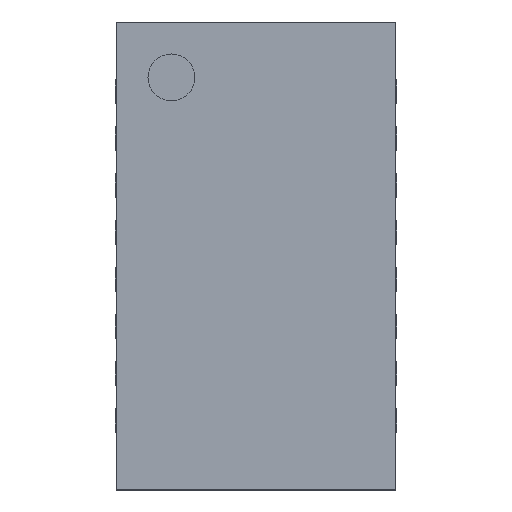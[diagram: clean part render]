
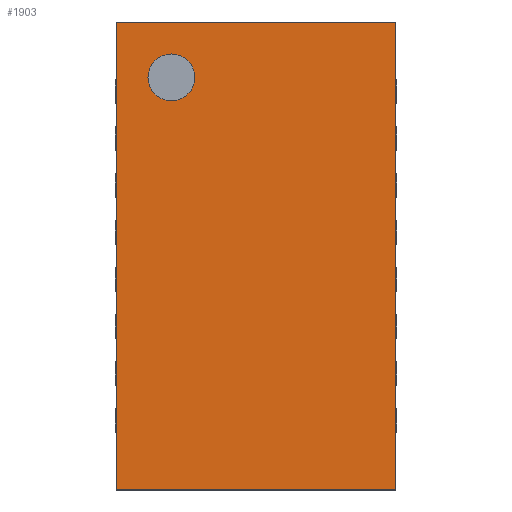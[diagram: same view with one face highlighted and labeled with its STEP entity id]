
A CAD part, top view. The second image highlights one B-rep face of the part: STEP entity #1903.
In plain terms, the highlighted planar face has unit normal (0, 0, 1).
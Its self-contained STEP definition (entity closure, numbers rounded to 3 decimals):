
#13=DIRECTION('',(0.,0.,1.));
#153=VECTOR('',#154,1.);
#154=DIRECTION('',(0.,-1.,0.));
#160=VECTOR('',#161,1.);
#161=DIRECTION('',(1.,0.,0.));
#182=DIRECTION('',(0.,0.,-1.));
#568=VERTEX_POINT('',#569);
#569=CARTESIAN_POINT('',(1.49,2.49,0.77));
#572=EDGE_CURVE('',#568,#573,#575,.T.);
#573=VERTEX_POINT('',#574);
#574=CARTESIAN_POINT('',(1.49,-2.49,0.77));
#575=LINE('',#569,#153);
#710=VERTEX_POINT('',#711);
#711=CARTESIAN_POINT('',(-1.49,2.49,0.77));
#714=ORIENTED_EDGE('',*,*,#715,.F.);
#715=EDGE_CURVE('',#710,#568,#716,.T.);
#716=LINE('',#711,#160);
#748=ORIENTED_EDGE('',*,*,#749,.T.);
#749=EDGE_CURVE('',#710,#750,#752,.T.);
#750=VERTEX_POINT('',#751);
#751=CARTESIAN_POINT('',(-1.49,-2.49,0.77));
#752=LINE('',#711,#153);
#1822=EDGE_CURVE('',#750,#573,#1823,.T.);
#1823=LINE('',#751,#160);
#1903=ADVANCED_FACE('',(#1904,#1908),#1917,.T.);
#1904=FACE_BOUND('',#1905,.T.);
#1905=EDGE_LOOP('',(#714,#748,#1906,#1907));
#1906=ORIENTED_EDGE('',*,*,#1822,.T.);
#1907=ORIENTED_EDGE('',*,*,#572,.F.);
#1908=FACE_BOUND('',#1909,.T.);
#1909=EDGE_LOOP('',(#1910));
#1910=ORIENTED_EDGE('',*,*,#1911,.T.);
#1911=EDGE_CURVE('',#1912,#1912,#1914,.T.);
#1912=VERTEX_POINT('',#1913);
#1913=CARTESIAN_POINT('',(-0.9,1.65,0.77));
#1914=CIRCLE('',#1915,0.25);
#1915=AXIS2_PLACEMENT_3D('',#1916,#182,#154);
#1916=CARTESIAN_POINT('',(-0.9,1.9,0.77));
#1917=PLANE('',#1918);
#1918=AXIS2_PLACEMENT_3D('',#711,#13,#154);
